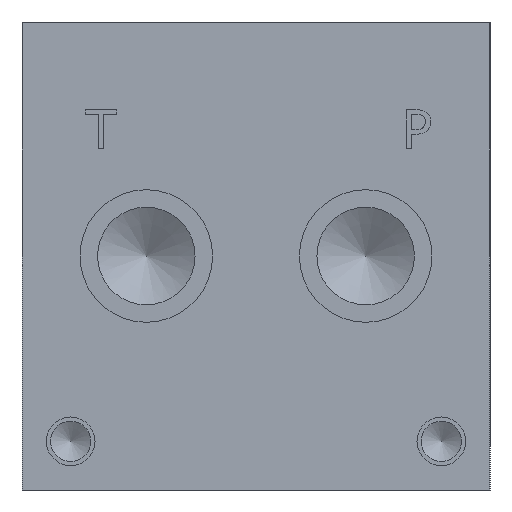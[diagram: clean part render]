
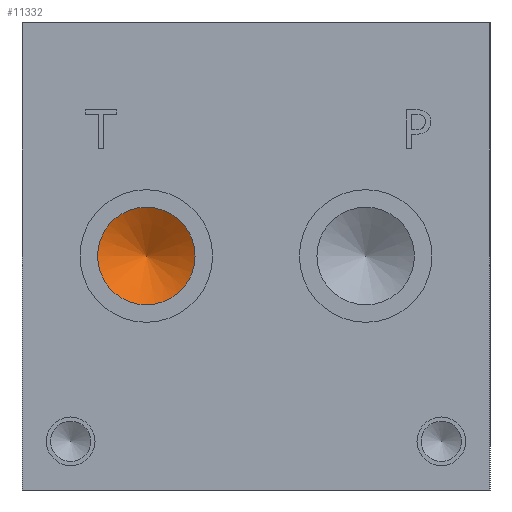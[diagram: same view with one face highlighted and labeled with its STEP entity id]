
A CAD part, left-side view. The second image highlights one B-rep face of the part: STEP entity #11332.
In plain terms, the highlighted conical face has half-angle 60 degrees and reference radius 3.969 mm.
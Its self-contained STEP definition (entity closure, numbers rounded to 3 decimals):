
#72=CONICAL_SURFACE('',#11841,3.969,1.047);
#153=CIRCLE('',#11842,7.938);
#154=CIRCLE('',#11843,7.938);
#1235=FACE_OUTER_BOUND('',#1883,.T.);
#1883=EDGE_LOOP('',(#9796,#9797,#9798,#9799));
#3023=LINE('',#19064,#4111);
#4111=VECTOR('',#13903,3.969);
#5390=VERTEX_POINT('',#19060);
#5391=VERTEX_POINT('',#19061);
#5392=VERTEX_POINT('',#19063);
#6911=EDGE_CURVE('',#5390,#5391,#153,.T.);
#6912=EDGE_CURVE('',#5391,#5392,#3023,.T.);
#6913=EDGE_CURVE('',#5391,#5390,#154,.T.);
#9796=ORIENTED_EDGE('',*,*,#6911,.T.);
#9797=ORIENTED_EDGE('',*,*,#6912,.T.);
#9798=ORIENTED_EDGE('',*,*,#6912,.F.);
#9799=ORIENTED_EDGE('',*,*,#6913,.T.);
#11332=ADVANCED_FACE('',(#1235),#72,.F.);
#11841=AXIS2_PLACEMENT_3D('',#19059,#13899,#13900);
#11842=AXIS2_PLACEMENT_3D('',#19062,#13901,#13902);
#11843=AXIS2_PLACEMENT_3D('',#19065,#13904,#13905);
#13899=DIRECTION('center_axis',(-1.,0.,0.));
#13900=DIRECTION('ref_axis',(0.,1.,0.));
#13901=DIRECTION('center_axis',(-1.,0.,0.));
#13902=DIRECTION('ref_axis',(0.,1.,0.));
#13903=DIRECTION('',(0.5,0.866,0.));
#13904=DIRECTION('center_axis',(-1.,0.,0.));
#13905=DIRECTION('ref_axis',(0.,1.,0.));
#19059=CARTESIAN_POINT('Origin',(18.117,55.956,38.1));
#19060=CARTESIAN_POINT('',(15.825,63.894,38.1));
#19061=CARTESIAN_POINT('',(15.825,48.019,38.1));
#19062=CARTESIAN_POINT('Origin',(15.825,55.956,38.1));
#19063=CARTESIAN_POINT('',(20.408,55.956,38.1));
#19064=CARTESIAN_POINT('',(18.117,51.987,38.1));
#19065=CARTESIAN_POINT('Origin',(15.825,55.956,38.1));
